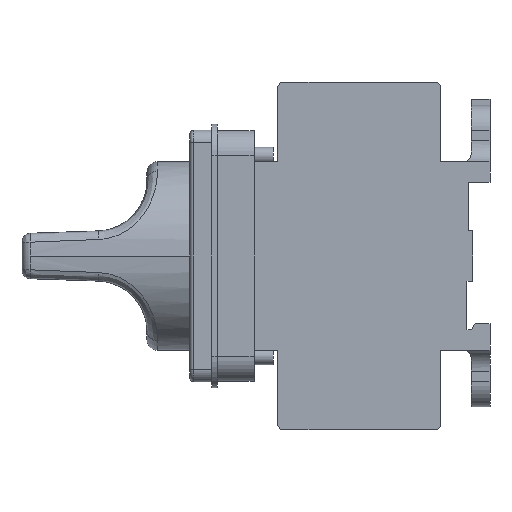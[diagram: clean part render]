
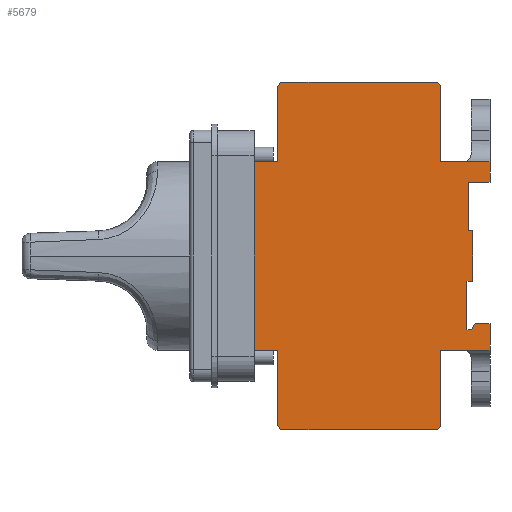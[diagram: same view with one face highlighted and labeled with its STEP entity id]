
A CAD part, left-side view. The second image highlights one B-rep face of the part: STEP entity #5679.
In plain terms, the highlighted planar face has unit normal (-1, 0, 0).
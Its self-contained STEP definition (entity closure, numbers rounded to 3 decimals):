
#17=DIRECTION('',(0.,0.,1.));
#18=VECTOR('',#17,6.3);
#19=CARTESIAN_POINT('',(-29.95,0.,-22.45));
#20=LINE('',#19,#18);
#73=DIRECTION('',(0.,0.,1.));
#74=VECTOR('',#73,4.8);
#75=CARTESIAN_POINT('',(-29.95,0.,17.65));
#76=LINE('',#75,#74);
#169=DIRECTION('',(0.,0.,-1.));
#170=VECTOR('',#169,17.55);
#171=CARTESIAN_POINT('',(-29.95,50.7,-22.45));
#172=LINE('',#171,#170);
#357=DIRECTION('',(0.,1.,0.));
#358=VECTOR('',#357,36.);
#359=CARTESIAN_POINT('',(-29.95,13.2,-41.5));
#360=LINE('',#359,#358);
#519=CARTESIAN_POINT('',(-29.95,49.2,-40.));
#520=DIRECTION('',(-1.,0.,0.));
#521=DIRECTION('',(0.,1.,0.));
#522=AXIS2_PLACEMENT_3D('',#519,#520,#521);
#524=DIRECTION('',(0.,1.,0.));
#525=VECTOR('',#524,5.6);
#526=CARTESIAN_POINT('',(-29.95,50.7,-22.45));
#527=LINE('',#526,#525);
#528=DIRECTION('',(0.,0.,1.));
#529=VECTOR('',#528,17.55);
#530=CARTESIAN_POINT('',(-29.95,50.7,22.45));
#531=LINE('',#530,#529);
#532=CARTESIAN_POINT('',(-29.95,49.2,40.));
#533=DIRECTION('',(-1.,0.,0.));
#534=DIRECTION('',(0.,0.,1.));
#535=AXIS2_PLACEMENT_3D('',#532,#533,#534);
#537=CARTESIAN_POINT('',(-29.95,13.2,40.));
#538=DIRECTION('',(-1.,0.,0.));
#539=DIRECTION('',(0.,-1.,0.));
#540=AXIS2_PLACEMENT_3D('',#537,#538,#539);
#542=DIRECTION('',(0.,1.,0.));
#543=VECTOR('',#542,5.25);
#544=CARTESIAN_POINT('',(-29.95,0.,17.65));
#545=LINE('',#544,#543);
#546=DIRECTION('',(0.,0.,-1.));
#547=VECTOR('',#546,11.65);
#548=CARTESIAN_POINT('',(-29.95,5.25,17.65));
#549=LINE('',#548,#547);
#550=DIRECTION('',(0.,-1.,0.));
#551=VECTOR('',#550,1.15);
#552=CARTESIAN_POINT('',(-29.95,5.25,6.));
#553=LINE('',#552,#551);
#554=DIRECTION('',(0.,0.,-1.));
#555=VECTOR('',#554,12.);
#556=CARTESIAN_POINT('',(-29.95,4.1,6.));
#557=LINE('',#556,#555);
#558=DIRECTION('',(0.,1.,0.));
#559=VECTOR('',#558,1.4);
#560=CARTESIAN_POINT('',(-29.95,4.1,-6.));
#561=LINE('',#560,#559);
#562=DIRECTION('',(0.,0.,-1.));
#563=VECTOR('',#562,11.65);
#564=CARTESIAN_POINT('',(-29.95,5.5,-6.));
#565=LINE('',#564,#563);
#566=DIRECTION('',(0.,-1.,0.));
#567=VECTOR('',#566,1.1);
#568=CARTESIAN_POINT('',(-29.95,5.5,-17.65));
#569=LINE('',#568,#567);
#570=DIRECTION('',(0.,-0.5,0.866));
#571=VECTOR('',#570,1.732);
#572=CARTESIAN_POINT('',(-29.95,4.4,-17.65));
#573=LINE('',#572,#571);
#574=DIRECTION('',(0.,1.,0.));
#575=VECTOR('',#574,3.534);
#576=CARTESIAN_POINT('',(-29.95,0.,-16.15));
#577=LINE('',#576,#575);
#578=DIRECTION('',(0.,1.,0.));
#579=VECTOR('',#578,11.7);
#580=CARTESIAN_POINT('',(-29.95,0.,-22.45));
#581=LINE('',#580,#579);
#582=DIRECTION('',(0.,0.,-1.));
#583=VECTOR('',#582,17.55);
#584=CARTESIAN_POINT('',(-29.95,11.7,-22.45));
#585=LINE('',#584,#583);
#586=CARTESIAN_POINT('',(-29.95,13.2,-40.));
#587=DIRECTION('',(-1.,0.,0.));
#588=DIRECTION('',(0.,0.,-1.));
#589=AXIS2_PLACEMENT_3D('',#586,#587,#588);
#599=DIRECTION('',(0.,0.,1.));
#600=VECTOR('',#599,44.9);
#601=CARTESIAN_POINT('',(-29.95,56.3,-22.45));
#602=LINE('',#601,#600);
#1807=DIRECTION('',(0.,1.,0.));
#1808=VECTOR('',#1807,5.6);
#1809=CARTESIAN_POINT('',(-29.95,50.7,22.45));
#1810=LINE('',#1809,#1808);
#1851=DIRECTION('',(0.,1.,0.));
#1852=VECTOR('',#1851,11.7);
#1853=CARTESIAN_POINT('',(-29.95,0.,22.45));
#1854=LINE('',#1853,#1852);
#1999=DIRECTION('',(0.,-1.,0.));
#2000=VECTOR('',#1999,36.);
#2001=CARTESIAN_POINT('',(-29.95,49.2,41.5));
#2002=LINE('',#2001,#2000);
#2157=DIRECTION('',(0.,0.,1.));
#2158=VECTOR('',#2157,17.55);
#2159=CARTESIAN_POINT('',(-29.95,11.7,22.45));
#2160=LINE('',#2159,#2158);
#3969=CARTESIAN_POINT('',(-29.95,56.3,-22.45));
#3970=CARTESIAN_POINT('',(-29.95,56.3,22.45));
#3971=VERTEX_POINT('',#3969);
#3972=VERTEX_POINT('',#3970);
#3981=CARTESIAN_POINT('',(-29.95,11.7,22.45));
#3983=VERTEX_POINT('',#3981);
#3985=CARTESIAN_POINT('',(-29.95,50.7,22.45));
#3987=VERTEX_POINT('',#3985);
#3990=CARTESIAN_POINT('',(-29.95,11.7,-22.45));
#3992=VERTEX_POINT('',#3990);
#3994=CARTESIAN_POINT('',(-29.95,50.7,-22.45));
#3996=VERTEX_POINT('',#3994);
#4029=CARTESIAN_POINT('',(-29.95,0.,17.65));
#4031=VERTEX_POINT('',#4029);
#4033=CARTESIAN_POINT('',(-29.95,0.,-16.15));
#4035=VERTEX_POINT('',#4033);
#4037=CARTESIAN_POINT('',(-29.95,5.25,17.65));
#4038=VERTEX_POINT('',#4037);
#4039=CARTESIAN_POINT('',(-29.95,5.25,6.));
#4040=VERTEX_POINT('',#4039);
#4041=CARTESIAN_POINT('',(-29.95,4.1,6.));
#4042=VERTEX_POINT('',#4041);
#4043=CARTESIAN_POINT('',(-29.95,4.1,-6.));
#4044=VERTEX_POINT('',#4043);
#4045=CARTESIAN_POINT('',(-29.95,5.5,-6.));
#4046=VERTEX_POINT('',#4045);
#4047=CARTESIAN_POINT('',(-29.95,5.5,-17.65));
#4048=VERTEX_POINT('',#4047);
#4049=CARTESIAN_POINT('',(-29.95,4.4,-17.65));
#4050=VERTEX_POINT('',#4049);
#4051=CARTESIAN_POINT('',(-29.95,3.534,-16.15));
#4052=VERTEX_POINT('',#4051);
#4069=CARTESIAN_POINT('',(-29.95,0.,-22.45));
#4070=VERTEX_POINT('',#4069);
#4071=CARTESIAN_POINT('',(-29.95,0.,22.45));
#4072=VERTEX_POINT('',#4071);
#4501=CARTESIAN_POINT('',(-29.95,50.7,-40.));
#4502=VERTEX_POINT('',#4501);
#4503=CARTESIAN_POINT('',(-29.95,49.2,-41.5));
#4504=VERTEX_POINT('',#4503);
#4505=CARTESIAN_POINT('',(-29.95,13.2,-41.5));
#4506=CARTESIAN_POINT('',(-29.95,11.7,-40.));
#4507=VERTEX_POINT('',#4505);
#4508=VERTEX_POINT('',#4506);
#4513=CARTESIAN_POINT('',(-29.95,49.2,41.5));
#4514=CARTESIAN_POINT('',(-29.95,50.7,40.));
#4515=VERTEX_POINT('',#4513);
#4516=VERTEX_POINT('',#4514);
#4525=CARTESIAN_POINT('',(-29.95,11.7,40.));
#4526=VERTEX_POINT('',#4525);
#4527=CARTESIAN_POINT('',(-29.95,13.2,41.5));
#4528=VERTEX_POINT('',#4527);
#5627=CARTESIAN_POINT('',(-29.95,0.,-22.45));
#5628=DIRECTION('',(-1.,0.,0.));
#5629=DIRECTION('',(0.,0.,1.));
#5630=AXIS2_PLACEMENT_3D('',#5627,#5628,#5629);
#5631=PLANE('',#5630);
#5632=ORIENTED_EDGE('',*,*,#5216,.F.);
#5633=ORIENTED_EDGE('',*,*,#5185,.F.);
#5634=ORIENTED_EDGE('',*,*,#5148,.T.);
#5636=ORIENTED_EDGE('',*,*,#5635,.T.);
#5638=ORIENTED_EDGE('',*,*,#5637,.F.);
#5640=ORIENTED_EDGE('',*,*,#5639,.T.);
#5642=ORIENTED_EDGE('',*,*,#5641,.F.);
#5644=ORIENTED_EDGE('',*,*,#5643,.T.);
#5646=ORIENTED_EDGE('',*,*,#5645,.F.);
#5648=ORIENTED_EDGE('',*,*,#5647,.F.);
#5650=ORIENTED_EDGE('',*,*,#5649,.F.);
#5651=ORIENTED_EDGE('',*,*,#5094,.F.);
#5653=ORIENTED_EDGE('',*,*,#5652,.T.);
#5655=ORIENTED_EDGE('',*,*,#5654,.T.);
#5657=ORIENTED_EDGE('',*,*,#5656,.T.);
#5659=ORIENTED_EDGE('',*,*,#5658,.T.);
#5661=ORIENTED_EDGE('',*,*,#5660,.T.);
#5663=ORIENTED_EDGE('',*,*,#5662,.T.);
#5665=ORIENTED_EDGE('',*,*,#5664,.T.);
#5667=ORIENTED_EDGE('',*,*,#5666,.T.);
#5669=ORIENTED_EDGE('',*,*,#5668,.F.);
#5670=ORIENTED_EDGE('',*,*,#5052,.F.);
#5671=ORIENTED_EDGE('',*,*,#5167,.T.);
#5673=ORIENTED_EDGE('',*,*,#5672,.T.);
#5675=ORIENTED_EDGE('',*,*,#5674,.F.);
#5676=ORIENTED_EDGE('',*,*,#5283,.T.);
#5677=EDGE_LOOP('',(#5632,#5633,#5634,#5636,#5638,#5640,#5642,#5644,#5646,#5648,
#5650,#5651,#5653,#5655,#5657,#5659,#5661,#5663,#5665,#5667,#5669,#5670,#5671,
#5673,#5675,#5676));
#5678=FACE_OUTER_BOUND('',#5677,.F.);
#5679=ADVANCED_FACE('',(#5678),#5631,.T.);
#523=CIRCLE('',#522,1.5);
#536=CIRCLE('',#535,1.5);
#541=CIRCLE('',#540,1.5);
#590=CIRCLE('',#589,1.5);
#5052=EDGE_CURVE('',#4070,#4035,#20,.T.);
#5094=EDGE_CURVE('',#4031,#4072,#76,.T.);
#5148=EDGE_CURVE('',#3996,#3971,#527,.T.);
#5167=EDGE_CURVE('',#4070,#3992,#581,.T.);
#5185=EDGE_CURVE('',#3996,#4502,#172,.T.);
#5216=EDGE_CURVE('',#4502,#4504,#523,.T.);
#5283=EDGE_CURVE('',#4507,#4504,#360,.T.);
#5635=EDGE_CURVE('',#3971,#3972,#602,.T.);
#5637=EDGE_CURVE('',#3987,#3972,#1810,.T.);
#5639=EDGE_CURVE('',#3987,#4516,#531,.T.);
#5641=EDGE_CURVE('',#4515,#4516,#536,.T.);
#5643=EDGE_CURVE('',#4515,#4528,#2002,.T.);
#5645=EDGE_CURVE('',#4526,#4528,#541,.T.);
#5647=EDGE_CURVE('',#3983,#4526,#2160,.T.);
#5649=EDGE_CURVE('',#4072,#3983,#1854,.T.);
#5652=EDGE_CURVE('',#4031,#4038,#545,.T.);
#5654=EDGE_CURVE('',#4038,#4040,#549,.T.);
#5656=EDGE_CURVE('',#4040,#4042,#553,.T.);
#5658=EDGE_CURVE('',#4042,#4044,#557,.T.);
#5660=EDGE_CURVE('',#4044,#4046,#561,.T.);
#5662=EDGE_CURVE('',#4046,#4048,#565,.T.);
#5664=EDGE_CURVE('',#4048,#4050,#569,.T.);
#5666=EDGE_CURVE('',#4050,#4052,#573,.T.);
#5668=EDGE_CURVE('',#4035,#4052,#577,.T.);
#5672=EDGE_CURVE('',#3992,#4508,#585,.T.);
#5674=EDGE_CURVE('',#4507,#4508,#590,.T.);
